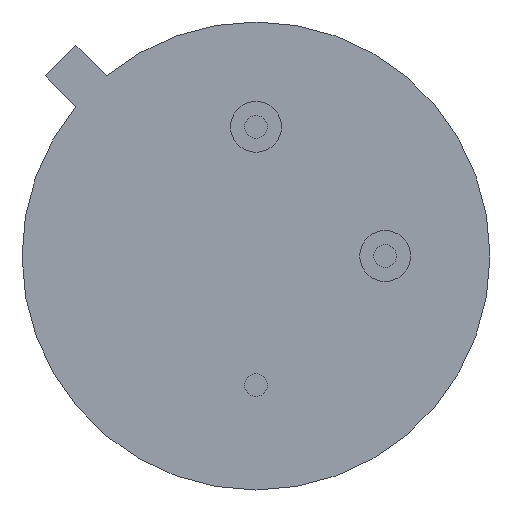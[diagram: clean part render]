
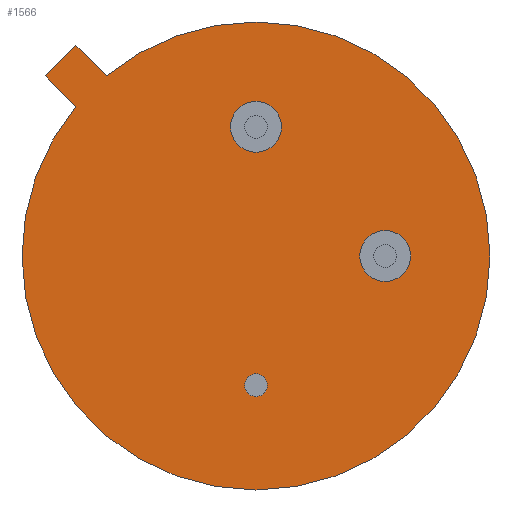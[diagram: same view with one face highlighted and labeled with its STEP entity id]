
A CAD part, front view. The second image highlights one B-rep face of the part: STEP entity #1566.
In plain terms, the highlighted planar face has unit normal (0, -1, 0).
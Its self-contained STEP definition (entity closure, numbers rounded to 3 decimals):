
#113 = EDGE_CURVE ( 'NONE', #1518, #1506, #255, .T. ) ;
#178 = VERTEX_POINT ( 'NONE', #1410 ) ;
#206 = DIRECTION ( 'NONE',  ( 0., 1., 0. ) ) ;
#224 = DIRECTION ( 'NONE',  ( 0.707, 0., -0.707 ) ) ;
#230 = FACE_BOUND ( 'NONE', #281, .T. ) ;
#255 = CIRCLE ( 'NONE', #1309, 4.6 ) ;
#281 = EDGE_LOOP ( 'NONE', ( #1120, #317 ) ) ;
#309 = CARTESIAN_POINT ( 'NONE',  ( 0., 0., 4.6 ) ) ;
#313 = DIRECTION ( 'NONE',  ( 0., -1., 0. ) ) ;
#316 = CARTESIAN_POINT ( 'NONE',  ( 0., 0., 0. ) ) ;
#317 = ORIENTED_EDGE ( 'NONE', *, *, #969, .F. ) ;
#326 = CARTESIAN_POINT ( 'NONE',  ( 0., 0., -4.6 ) ) ;
#347 = DIRECTION ( 'NONE',  ( 0., -1., 0. ) ) ;
#381 = ORIENTED_EDGE ( 'NONE', *, *, #1212, .F. ) ;
#427 = LINE ( 'NONE', #1577, #1391 ) ;
#438 = DIRECTION ( 'NONE',  ( 0., 1., 0. ) ) ;
#439 = DIRECTION ( 'NONE',  ( 0., 0., 1. ) ) ;
#453 = DIRECTION ( 'NONE',  ( 0., 0., -1. ) ) ;
#484 = VERTEX_POINT ( 'NONE', #912 ) ;
#487 = CARTESIAN_POINT ( 'NONE',  ( -3.539, 0., 4.14 ) ) ;
#496 = CARTESIAN_POINT ( 'NONE',  ( 2.54, 0., 0. ) ) ;
#504 = CARTESIAN_POINT ( 'NONE',  ( -3.539, 0., 4.14 ) ) ;
#523 = EDGE_CURVE ( 'NONE', #777, #1161, #1208, .T. ) ;
#527 = CARTESIAN_POINT ( 'NONE',  ( 2.54, 0., 0. ) ) ;
#539 = CARTESIAN_POINT ( 'NONE',  ( 0., 0., 0. ) ) ;
#544 = DIRECTION ( 'NONE',  ( -0.707, 0., 0.707 ) ) ;
#565 = CARTESIAN_POINT ( 'NONE',  ( 0., 0., 0. ) ) ;
#571 = VECTOR ( 'NONE', #1494, 1000. ) ;
#583 = CARTESIAN_POINT ( 'NONE',  ( 2.54, 0., 0.5 ) ) ;
#611 = VERTEX_POINT ( 'NONE', #309 ) ;
#625 = EDGE_CURVE ( 'NONE', #1478, #775, #715, .T. ) ;
#641 = VERTEX_POINT ( 'NONE', #583 ) ;
#663 = DIRECTION ( 'NONE',  ( 0., 0., -1. ) ) ;
#670 = CARTESIAN_POINT ( 'NONE',  ( -2.938, 0., 3.539 ) ) ;
#689 = DIRECTION ( 'NONE',  ( 0., 0., 1. ) ) ;
#715 = LINE ( 'NONE', #1159, #826 ) ;
#740 = CARTESIAN_POINT ( 'NONE',  ( 0., 0., 2.04 ) ) ;
#766 = CIRCLE ( 'NONE', #1132, 4.6 ) ;
#775 = VERTEX_POINT ( 'NONE', #487 ) ;
#777 = VERTEX_POINT ( 'NONE', #740 ) ;
#794 = DIRECTION ( 'NONE',  ( 0., -1., 0. ) ) ;
#801 = DIRECTION ( 'NONE',  ( 0., 1., 0. ) ) ;
#803 = AXIS2_PLACEMENT_3D ( 'NONE', #496, #988, #866 ) ;
#826 = VECTOR ( 'NONE', #544, 1000. ) ;
#866 = DIRECTION ( 'NONE',  ( 0., 0., -1. ) ) ;
#893 = CIRCLE ( 'NONE', #803, 0.5 ) ;
#895 = LINE ( 'NONE', #504, #571 ) ;
#896 = AXIS2_PLACEMENT_3D ( 'NONE', #527, #794, #663 ) ;
#912 = CARTESIAN_POINT ( 'NONE',  ( -4.14, 0., 3.539 ) ) ;
#931 = EDGE_CURVE ( 'NONE', #775, #484, #895, .T. ) ;
#934 = CIRCLE ( 'NONE', #1079, 4.6 ) ;
#968 = CIRCLE ( 'NONE', #896, 0.5 ) ;
#969 = EDGE_CURVE ( 'NONE', #641, #178, #968, .T. ) ;
#988 = DIRECTION ( 'NONE',  ( 0., -1., 0. ) ) ;
#1001 = ORIENTED_EDGE ( 'NONE', *, *, #113, .F. ) ;
#1050 = PLANE ( 'NONE',  #1342 ) ;
#1062 = AXIS2_PLACEMENT_3D ( 'NONE', #1529, #313, #453 ) ;
#1067 = CARTESIAN_POINT ( 'NONE',  ( -3.539, 0., 2.938 ) ) ;
#1079 = AXIS2_PLACEMENT_3D ( 'NONE', #565, #206, #689 ) ;
#1087 = DIRECTION ( 'NONE',  ( 0., 0., -1. ) ) ;
#1116 = ORIENTED_EDGE ( 'NONE', *, *, #1554, .F. ) ;
#1120 = ORIENTED_EDGE ( 'NONE', *, *, #1382, .F. ) ;
#1132 = AXIS2_PLACEMENT_3D ( 'NONE', #316, #1416, #439 ) ;
#1133 = ORIENTED_EDGE ( 'NONE', *, *, #523, .F. ) ;
#1135 = ORIENTED_EDGE ( 'NONE', *, *, #625, .T. ) ;
#1144 = AXIS2_PLACEMENT_3D ( 'NONE', #1198, #347, #1087 ) ;
#1158 = EDGE_LOOP ( 'NONE', ( #1133, #381 ) ) ;
#1159 = CARTESIAN_POINT ( 'NONE',  ( -2.938, 0., 3.539 ) ) ;
#1161 = VERTEX_POINT ( 'NONE', #1179 ) ;
#1179 = CARTESIAN_POINT ( 'NONE',  ( 0., 0., 3.04 ) ) ;
#1198 = CARTESIAN_POINT ( 'NONE',  ( 0., 0., 2.54 ) ) ;
#1203 = EDGE_LOOP ( 'NONE', ( #1501, #1135, #1490, #1429, #1001, #1116 ) ) ;
#1208 = CIRCLE ( 'NONE', #1062, 0.5 ) ;
#1212 = EDGE_CURVE ( 'NONE', #1161, #777, #1564, .T. ) ;
#1227 = EDGE_CURVE ( 'NONE', #484, #1506, #427, .T. ) ;
#1304 = FACE_OUTER_BOUND ( 'NONE', #1203, .T. ) ;
#1309 = AXIS2_PLACEMENT_3D ( 'NONE', #539, #438, #1530 ) ;
#1319 = DIRECTION ( 'NONE',  ( 0., 0., 1. ) ) ;
#1342 = AXIS2_PLACEMENT_3D ( 'NONE', #1532, #801, #1319 ) ;
#1382 = EDGE_CURVE ( 'NONE', #178, #641, #893, .T. ) ;
#1391 = VECTOR ( 'NONE', #224, 1000. ) ;
#1410 = CARTESIAN_POINT ( 'NONE',  ( 2.54, 0., -0.5 ) ) ;
#1416 = DIRECTION ( 'NONE',  ( 0., 1., 0. ) ) ;
#1429 = ORIENTED_EDGE ( 'NONE', *, *, #1227, .T. ) ;
#1458 = EDGE_CURVE ( 'NONE', #1478, #611, #766, .T. ) ;
#1463 = FACE_BOUND ( 'NONE', #1158, .T. ) ;
#1478 = VERTEX_POINT ( 'NONE', #670 ) ;
#1490 = ORIENTED_EDGE ( 'NONE', *, *, #931, .T. ) ;
#1494 = DIRECTION ( 'NONE',  ( -0.707, 0., -0.707 ) ) ;
#1501 = ORIENTED_EDGE ( 'NONE', *, *, #1458, .F. ) ;
#1506 = VERTEX_POINT ( 'NONE', #1067 ) ;
#1518 = VERTEX_POINT ( 'NONE', #326 ) ;
#1529 = CARTESIAN_POINT ( 'NONE',  ( 0., 0., 2.54 ) ) ;
#1530 = DIRECTION ( 'NONE',  ( 0., 0., 1. ) ) ;
#1532 = CARTESIAN_POINT ( 'NONE',  ( 0., 0., 0. ) ) ;
#1554 = EDGE_CURVE ( 'NONE', #611, #1518, #934, .T. ) ;
#1564 = CIRCLE ( 'NONE', #1144, 0.5 ) ;
#1566 = ADVANCED_FACE ( 'NONE', ( #1463, #230, #1304 ), #1050, .F. ) ;
#1577 = CARTESIAN_POINT ( 'NONE',  ( -3.539, 0., 2.938 ) ) ;
